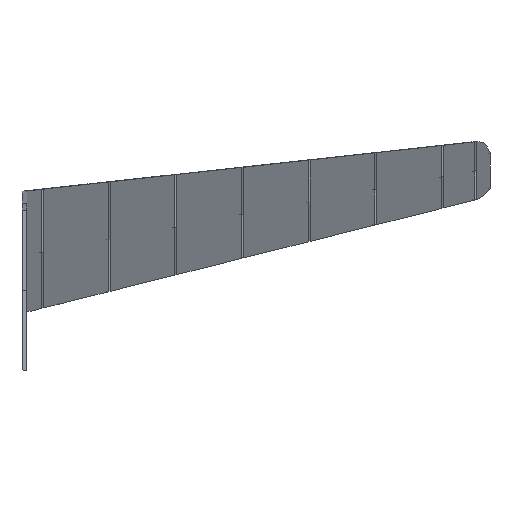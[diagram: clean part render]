
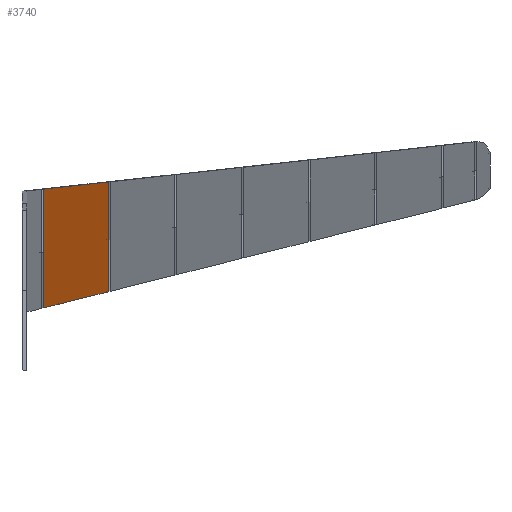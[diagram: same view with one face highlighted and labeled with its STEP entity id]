
A CAD part, front view. The second image highlights one B-rep face of the part: STEP entity #3740.
In plain terms, the highlighted planar face has unit normal (0.991, -0.136, 0).
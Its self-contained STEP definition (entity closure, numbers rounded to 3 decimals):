
#1417=CARTESIAN_POINT('Control Point',(99.89,300.,5.759)) ;
#1418=CARTESIAN_POINT('Control Point',(102.37,318.032,6.379)) ;
#1419=CARTESIAN_POINT('Control Point',(104.85,336.064,6.998)) ;
#1420=CARTESIAN_POINT('Control Point',(107.325,354.057,7.617)) ;
#1421=CARTESIAN_POINT('Control Point',(109.793,372.,8.233)) ;
#1422=CARTESIAN_POINT('Vertex',(99.89,300.,5.759)) ;
#1424=CARTESIAN_POINT('Vertex',(109.793,372.,8.233)) ;
#2714=CARTESIAN_POINT('Control Point',(96.452,275.,4.9)) ;
#2715=CARTESIAN_POINT('Control Point',(97.598,283.333,5.186)) ;
#2716=CARTESIAN_POINT('Control Point',(98.744,291.667,5.473)) ;
#2717=CARTESIAN_POINT('Control Point',(99.89,300.,5.759)) ;
#2718=CARTESIAN_POINT('Vertex',(96.452,275.,4.9)) ;
#3674=CARTESIAN_POINT('Axis2P3D Location',(93.004,249.932,11.199)) ;
#3707=CARTESIAN_POINT('Control Point',(109.793,372.,30.872)) ;
#3708=CARTESIAN_POINT('Control Point',(106.492,348.,30.51)) ;
#3709=CARTESIAN_POINT('Control Point',(103.191,324.,30.149)) ;
#3710=CARTESIAN_POINT('Control Point',(99.89,300.,29.787)) ;
#3711=CARTESIAN_POINT('Vertex',(109.793,372.,30.872)) ;
#3713=CARTESIAN_POINT('Vertex',(99.89,300.,29.787)) ;
#3717=CARTESIAN_POINT('Control Point',(99.89,300.,29.787)) ;
#3718=CARTESIAN_POINT('Control Point',(98.744,291.667,29.662)) ;
#3719=CARTESIAN_POINT('Control Point',(97.598,283.333,29.536)) ;
#3720=CARTESIAN_POINT('Control Point',(96.452,275.,29.411)) ;
#3721=CARTESIAN_POINT('Vertex',(96.452,275.,29.411)) ;
#3725=CARTESIAN_POINT('Control Point',(96.452,275.,29.411)) ;
#3726=CARTESIAN_POINT('Control Point',(96.452,275.,4.9)) ;
#3729=CARTESIAN_POINT('Control Point',(109.793,372.,30.872)) ;
#3730=CARTESIAN_POINT('Control Point',(109.793,372.,8.233)) ;
#3675=DIRECTION('Axis2P3D Direction',(0.991,-0.136,0.)) ;
#3676=DIRECTION('Axis2P3D XDirection',(0.136,0.99,0.029)) ;
#3677=AXIS2_PLACEMENT_3D('Plane Axis2P3D',#3674,#3675,#3676) ;
#3733=ORIENTED_EDGE('',*,*,#3715,.T.) ;
#3734=ORIENTED_EDGE('',*,*,#3723,.T.) ;
#3735=ORIENTED_EDGE('',*,*,#3727,.T.) ;
#3736=ORIENTED_EDGE('',*,*,#2720,.T.) ;
#3737=ORIENTED_EDGE('',*,*,#1426,.T.) ;
#3738=ORIENTED_EDGE('',*,*,#3731,.F.) ;
#3740=ADVANCED_FACE('PartBody',(#3739),#3678,.T.) ;
#1416=B_SPLINE_CURVE_WITH_KNOTS('',4,(#1417,#1418,#1419,#1420,#1421),.UNSPECIFIED.,.F.,.U.,(5,5),(0.,102.968),.UNSPECIFIED.) ;
#2713=B_SPLINE_CURVE_WITH_KNOTS('',3,(#2714,#2715,#2716,#2717),.UNSPECIFIED.,.F.,.U.,(4,4),(35.689,71.379),.UNSPECIFIED.) ;
#3706=B_SPLINE_CURVE_WITH_KNOTS('',3,(#3707,#3708,#3709,#3710),.UNSPECIFIED.,.F.,.U.,(4,4),(791.925,894.687),.UNSPECIFIED.) ;
#3716=B_SPLINE_CURVE_WITH_KNOTS('',3,(#3717,#3718,#3719,#3720),.UNSPECIFIED.,.F.,.U.,(4,4),(0.,35.681),.UNSPECIFIED.) ;
#3724=B_SPLINE_CURVE_WITH_KNOTS('',1,(#3725,#3726),.UNSPECIFIED.,.F.,.U.,(2,2),(-12.145,12.366),.UNSPECIFIED.) ;
#3728=B_SPLINE_CURVE_WITH_KNOTS('',1,(#3729,#3730),.UNSPECIFIED.,.F.,.U.,(2,2),(-11.369,11.269),.UNSPECIFIED.) ;
#1426=EDGE_CURVE('',#1423,#1425,#1416,.T.) ;
#2720=EDGE_CURVE('',#2719,#1423,#2713,.T.) ;
#3715=EDGE_CURVE('',#3712,#3714,#3706,.T.) ;
#3723=EDGE_CURVE('',#3714,#3722,#3716,.T.) ;
#3727=EDGE_CURVE('',#3722,#2719,#3724,.T.) ;
#3731=EDGE_CURVE('',#3712,#1425,#3728,.T.) ;
#3732=EDGE_LOOP('',(#3733,#3734,#3735,#3736,#3737,#3738)) ;
#3739=FACE_OUTER_BOUND('',#3732,.T.) ;
#3678=PLANE('',#3677) ;
#1423=VERTEX_POINT('',#1422) ;
#1425=VERTEX_POINT('',#1424) ;
#2719=VERTEX_POINT('',#2718) ;
#3712=VERTEX_POINT('',#3711) ;
#3714=VERTEX_POINT('',#3713) ;
#3722=VERTEX_POINT('',#3721) ;
